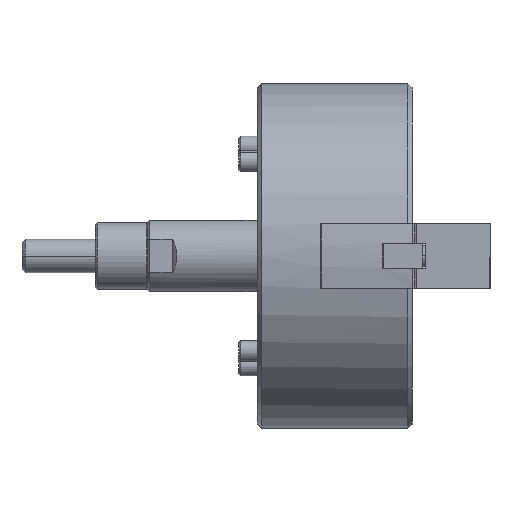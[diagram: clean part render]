
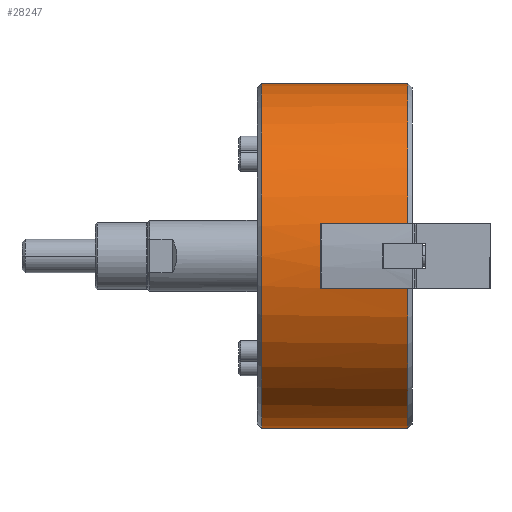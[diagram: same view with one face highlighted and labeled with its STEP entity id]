
A CAD part, front view. The second image highlights one B-rep face of the part: STEP entity #28247.
In plain terms, the highlighted cylindrical face has radius 82.5 mm (diameter 165 mm), a partial arc.
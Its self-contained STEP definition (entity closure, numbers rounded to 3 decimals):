
#205 = DIRECTION ( 'NONE',  ( -1., 0., 0. ) ) ;
#322 = EDGE_CURVE ( 'NONE', #844, #31901, #12014, .T. ) ;
#769 = ORIENTED_EDGE ( 'NONE', *, *, #11067, .F. ) ;
#844 = VERTEX_POINT ( 'NONE', #21225 ) ;
#1805 = DIRECTION ( 'NONE',  ( -1., 0., 0. ) ) ;
#2478 = VECTOR ( 'NONE', #1805, 1000. ) ;
#2761 = DIRECTION ( 'NONE',  ( -1., 0., 0. ) ) ;
#2993 = CARTESIAN_POINT ( 'NONE',  ( 2., 0., -82.5 ) ) ;
#3705 = CIRCLE ( 'NONE', #20105, 82.5 ) ;
#4265 = CARTESIAN_POINT ( 'NONE',  ( 30., 0., 0. ) ) ;
#4285 = ORIENTED_EDGE ( 'NONE', *, *, #17379, .T. ) ;
#6113 = DIRECTION ( 'NONE',  ( 1., 0., 0. ) ) ;
#6754 = DIRECTION ( 'NONE',  ( 0., 0., -1. ) ) ;
#6904 = CARTESIAN_POINT ( 'NONE',  ( 72., 0., 0. ) ) ;
#7679 = VERTEX_POINT ( 'NONE', #2993 ) ;
#8470 = ORIENTED_EDGE ( 'NONE', *, *, #13325, .F. ) ;
#9105 = ORIENTED_EDGE ( 'NONE', *, *, #322, .T. ) ;
#9426 = DIRECTION ( 'NONE',  ( 0., 0., 1. ) ) ;
#9534 = CARTESIAN_POINT ( 'NONE',  ( 2., 0., 0. ) ) ;
#9544 = CARTESIAN_POINT ( 'NONE',  ( 72., -81.031, -15.5 ) ) ;
#9593 = VECTOR ( 'NONE', #11235, 1000. ) ;
#10090 = FACE_OUTER_BOUND ( 'NONE', #15841, .T. ) ;
#10526 = LINE ( 'NONE', #31118, #28967 ) ;
#10671 = EDGE_CURVE ( 'NONE', #16137, #7679, #15654, .T. ) ;
#11067 = EDGE_CURVE ( 'NONE', #31540, #31901, #10526, .T. ) ;
#11235 = DIRECTION ( 'NONE',  ( -1., 0., 0. ) ) ;
#11975 = ORIENTED_EDGE ( 'NONE', *, *, #10671, .T. ) ;
#12014 = CIRCLE ( 'NONE', #29291, 82.5 ) ;
#12060 = DIRECTION ( 'NONE',  ( 0., 0., -1. ) ) ;
#12266 = ORIENTED_EDGE ( 'NONE', *, *, #17772, .F. ) ;
#13325 = EDGE_CURVE ( 'NONE', #844, #7679, #22942, .T. ) ;
#13404 = AXIS2_PLACEMENT_3D ( 'NONE', #6904, #24457, #9426 ) ;
#14247 = VECTOR ( 'NONE', #2761, 1000. ) ;
#14928 = DIRECTION ( 'NONE',  ( 0., 0., 1. ) ) ;
#15030 = LINE ( 'NONE', #15234, #14247 ) ;
#15129 = CARTESIAN_POINT ( 'NONE',  ( 30., -81.031, 15.5 ) ) ;
#15234 = CARTESIAN_POINT ( 'NONE',  ( 0., 0., 82.5 ) ) ;
#15654 = CIRCLE ( 'NONE', #16364, 82.5 ) ;
#15841 = EDGE_LOOP ( 'NONE', ( #8470, #9105, #769, #12266, #25568, #28826, #4285, #11975 ) ) ;
#16002 = CYLINDRICAL_SURFACE ( 'NONE', #20663, 82.5 ) ;
#16137 = VERTEX_POINT ( 'NONE', #19819 ) ;
#16364 = AXIS2_PLACEMENT_3D ( 'NONE', #9534, #27059, #12060 ) ;
#17312 = VERTEX_POINT ( 'NONE', #15129 ) ;
#17379 = EDGE_CURVE ( 'NONE', #27122, #16137, #15030, .T. ) ;
#17772 = EDGE_CURVE ( 'NONE', #17312, #31540, #3705, .T. ) ;
#18431 = EDGE_CURVE ( 'NONE', #22251, #17312, #22485, .T. ) ;
#19349 = CARTESIAN_POINT ( 'NONE',  ( 0., -81.031, 15.5 ) ) ;
#19819 = CARTESIAN_POINT ( 'NONE',  ( 2., 0., 82.5 ) ) ;
#19874 = EDGE_CURVE ( 'NONE', #22251, #27122, #20036, .T. ) ;
#20036 = CIRCLE ( 'NONE', #13404, 82.5 ) ;
#20105 = AXIS2_PLACEMENT_3D ( 'NONE', #4265, #21812, #6754 ) ;
#20293 = CARTESIAN_POINT ( 'NONE',  ( 72., 0., 82.5 ) ) ;
#20663 = AXIS2_PLACEMENT_3D ( 'NONE', #22519, #32502, #14928 ) ;
#21225 = CARTESIAN_POINT ( 'NONE',  ( 72., 0., -82.5 ) ) ;
#21812 = DIRECTION ( 'NONE',  ( 1., 0., 0. ) ) ;
#22251 = VERTEX_POINT ( 'NONE', #28041 ) ;
#22485 = LINE ( 'NONE', #19349, #2478 ) ;
#22519 = CARTESIAN_POINT ( 'NONE',  ( 0., 0., 0. ) ) ;
#22942 = LINE ( 'NONE', #23745, #9593 ) ;
#23745 = CARTESIAN_POINT ( 'NONE',  ( 0., 0., -82.5 ) ) ;
#24457 = DIRECTION ( 'NONE',  ( -1., 0., 0. ) ) ;
#25568 = ORIENTED_EDGE ( 'NONE', *, *, #18431, .F. ) ;
#27059 = DIRECTION ( 'NONE',  ( 1., 0., 0. ) ) ;
#27122 = VERTEX_POINT ( 'NONE', #20293 ) ;
#28006 = CARTESIAN_POINT ( 'NONE',  ( 30., -81.031, -15.5 ) ) ;
#28041 = CARTESIAN_POINT ( 'NONE',  ( 72., -81.031, 15.5 ) ) ;
#28247 = ADVANCED_FACE ( 'NONE', ( #10090 ), #16002, .T. ) ;
#28826 = ORIENTED_EDGE ( 'NONE', *, *, #19874, .T. ) ;
#28967 = VECTOR ( 'NONE', #6113, 1000. ) ;
#29291 = AXIS2_PLACEMENT_3D ( 'NONE', #30380, #205, #32389 ) ;
#30380 = CARTESIAN_POINT ( 'NONE',  ( 72., 0., 0. ) ) ;
#31118 = CARTESIAN_POINT ( 'NONE',  ( 0., -81.031, -15.5 ) ) ;
#31540 = VERTEX_POINT ( 'NONE', #28006 ) ;
#31901 = VERTEX_POINT ( 'NONE', #9544 ) ;
#32389 = DIRECTION ( 'NONE',  ( 0., 0., 1. ) ) ;
#32502 = DIRECTION ( 'NONE',  ( -1., 0., 0. ) ) ;
